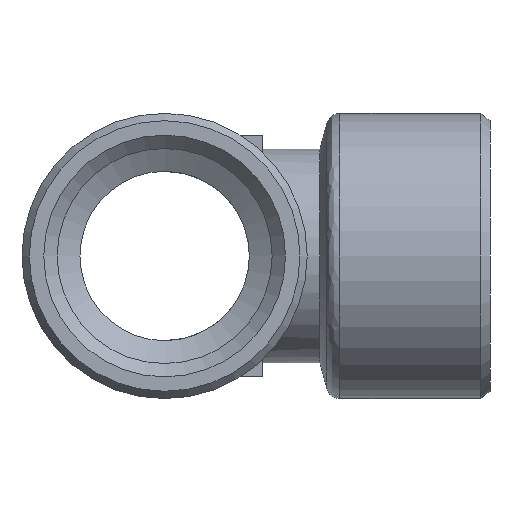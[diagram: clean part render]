
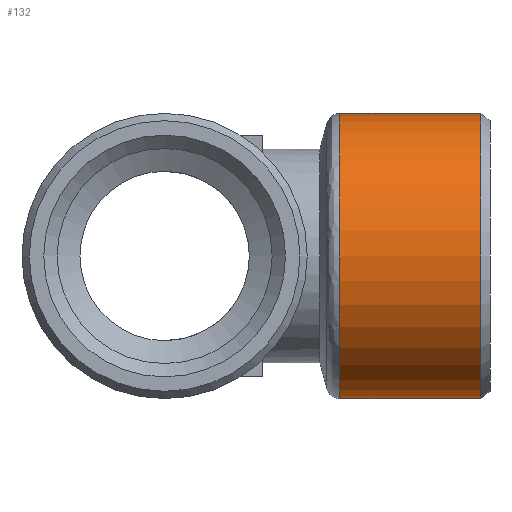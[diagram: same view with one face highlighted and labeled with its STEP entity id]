
A CAD part, left-side view. The second image highlights one B-rep face of the part: STEP entity #132.
In plain terms, the highlighted cylindrical face has radius 16 mm (diameter 32 mm), a full revolution.
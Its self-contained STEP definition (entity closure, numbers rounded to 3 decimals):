
#3 = AXIS2_PLACEMENT_3D ( 'NONE', #247, #419, #230 ) ;
#70 = EDGE_CURVE ( 'NONE', #1357, #900, #931, .T. ) ;
#94 = EDGE_CURVE ( 'NONE', #900, #1357, #1356, .T. ) ;
#104 = EDGE_CURVE ( 'NONE', #1338, #1338, #1285, .T. ) ;
#132 = ADVANCED_FACE ( 'NONE', ( #832, #1108 ), #1180, .T. ) ;
#229 = CARTESIAN_POINT ( 'NONE',  ( 116.746, 41.891, -41. ) ) ;
#230 = DIRECTION ( 'NONE',  ( -1., 0., 0. ) ) ;
#247 = CARTESIAN_POINT ( 'NONE',  ( 116.746, 41.891, -25. ) ) ;
#370 = CARTESIAN_POINT ( 'NONE',  ( 116.746, 41.891, -9. ) ) ;
#419 = DIRECTION ( 'NONE',  ( 0., 1., 0. ) ) ;
#454 = CARTESIAN_POINT ( 'NONE',  ( 116.746, 26.089, -9. ) ) ;
#473 = CARTESIAN_POINT ( 'NONE',  ( 116.746, 26.089, -25. ) ) ;
#492 = DIRECTION ( 'NONE',  ( -1., 0., 0. ) ) ;
#493 = DIRECTION ( 'NONE',  ( 0., 1., 0. ) ) ;
#677 = DIRECTION ( 'NONE',  ( 0., 0., 1. ) ) ;
#678 = DIRECTION ( 'NONE',  ( 0., 1., 0. ) ) ;
#679 = CARTESIAN_POINT ( 'NONE',  ( 116.746, 26.089, -25. ) ) ;
#704 = DIRECTION ( 'NONE',  ( -1., 0., 0. ) ) ;
#705 = DIRECTION ( 'NONE',  ( 0., 1., 0. ) ) ;
#706 = CARTESIAN_POINT ( 'NONE',  ( 116.746, 41.891, -25. ) ) ;
#745 = AXIS2_PLACEMENT_3D ( 'NONE', #706, #705, #704 ) ;
#759 = AXIS2_PLACEMENT_3D ( 'NONE', #473, #493, #492 ) ;
#798 = AXIS2_PLACEMENT_3D ( 'NONE', #679, #678, #677 ) ;
#832 = FACE_OUTER_BOUND ( 'NONE', #979, .T. ) ;
#900 = VERTEX_POINT ( 'NONE', #229 ) ;
#931 = CIRCLE ( 'NONE', #3, 16. ) ;
#979 = EDGE_LOOP ( 'NONE', ( #1000 ) ) ;
#984 = ORIENTED_EDGE ( 'NONE', *, *, #70, .F. ) ;
#1000 = ORIENTED_EDGE ( 'NONE', *, *, #104, .T. ) ;
#1002 = ORIENTED_EDGE ( 'NONE', *, *, #94, .F. ) ;
#1057 = EDGE_LOOP ( 'NONE', ( #984, #1002 ) ) ;
#1108 = FACE_OUTER_BOUND ( 'NONE', #1057, .T. ) ;
#1180 = CYLINDRICAL_SURFACE ( 'NONE', #759, 16. ) ;
#1285 = CIRCLE ( 'NONE', #798, 16. ) ;
#1338 = VERTEX_POINT ( 'NONE', #454 ) ;
#1356 = CIRCLE ( 'NONE', #745, 16. ) ;
#1357 = VERTEX_POINT ( 'NONE', #370 ) ;
